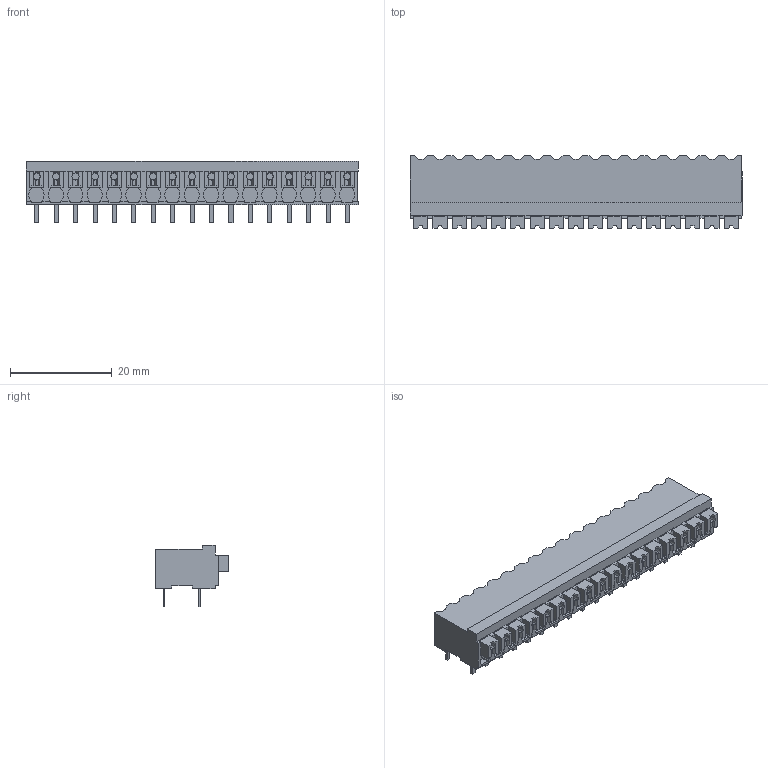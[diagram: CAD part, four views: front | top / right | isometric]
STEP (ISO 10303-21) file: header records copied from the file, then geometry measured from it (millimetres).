
FILE_DESCRIPTION(('CATIA V5 STEP Exchange','CAx-IF Rec.Pracs.--- Model Styling and Organization---1.2---2011-12-15'),'2;1');
FILE_NAME ('D1457975_0', '2018-03-22T09:38:59+00:00', ('none'), ('Weidmueller'), 'CATIA Version 5-6 Release 2014', 'CATIA V5 STEP AP214', 'none');
FILE_SCHEMA(('AUTOMOTIVE_DESIGN { 1 0 10303 214 1 1 1 1 }'));
Length unit declared in the file: millimetre
Products named in the file (1): 1871240000
Bounding box: 65.16 x 14.3 x 12 mm (x, y, z)
Volume: 5590.4 mm3; surface area: 5219.6 mm2
Topology: 52 solids, 52 shells, 1308 faces, 3684 edges, 2463 vertices
Faces by surface type: plane 1104, cylinder 204
Entity records: 40378 total; most frequent: CARTESIAN_POINT 7573, ORIENTED_EDGE 7368, DIRECTION 5174, EDGE_CURVE 3684, VECTOR 3259, LINE 3259, VERTEX_POINT 2463, EDGE_LOOP 1325
